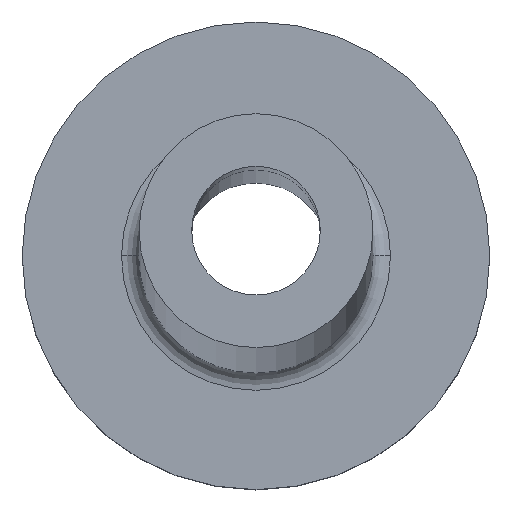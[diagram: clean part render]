
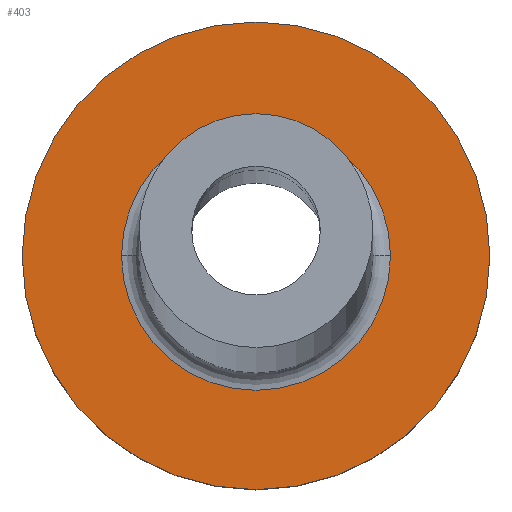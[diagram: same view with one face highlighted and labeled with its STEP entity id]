
A CAD part, top view. The second image highlights one B-rep face of the part: STEP entity #403.
In plain terms, the highlighted planar face has unit normal (0, 0, 1).
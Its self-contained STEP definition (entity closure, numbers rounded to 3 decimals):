
#27 = DIRECTION ( 'NONE',  ( 0., 0., 1. ) ) ;
#41 = CARTESIAN_POINT ( 'NONE',  ( -2.3, 0., 3. ) ) ;
#44 = CARTESIAN_POINT ( 'NONE',  ( 0., 0., 3. ) ) ;
#58 = CARTESIAN_POINT ( 'NONE',  ( 0., 0., 3. ) ) ;
#61 = CARTESIAN_POINT ( 'NONE',  ( 0., 0., 3. ) ) ;
#62 = FACE_OUTER_BOUND ( 'NONE', #215, .T. ) ;
#70 = DIRECTION ( 'NONE',  ( 1., 0., 0. ) ) ;
#75 = AXIS2_PLACEMENT_3D ( 'NONE', #44, #354, #89 ) ;
#76 = CIRCLE ( 'NONE', #147, 4. ) ;
#88 = DIRECTION ( 'NONE',  ( 0., 0., -1. ) ) ;
#89 = DIRECTION ( 'NONE',  ( 1., 0., 0. ) ) ;
#90 = EDGE_CURVE ( 'NONE', #251, #187, #370, .T. ) ;
#95 = CIRCLE ( 'NONE', #277, 4. ) ;
#100 = FACE_BOUND ( 'NONE', #233, .T. ) ;
#107 = DIRECTION ( 'NONE',  ( 1., 0., 0. ) ) ;
#123 = CARTESIAN_POINT ( 'NONE',  ( -4., 0., 3. ) ) ;
#133 = DIRECTION ( 'NONE',  ( 1., 0., 0. ) ) ;
#142 = ORIENTED_EDGE ( 'NONE', *, *, #90, .T. ) ;
#144 = ORIENTED_EDGE ( 'NONE', *, *, #352, .T. ) ;
#147 = AXIS2_PLACEMENT_3D ( 'NONE', #441, #400, #387 ) ;
#169 = DIRECTION ( 'NONE',  ( 0., 0., 1. ) ) ;
#173 = VERTEX_POINT ( 'NONE', #123 ) ;
#179 = PLANE ( 'NONE',  #271 ) ;
#186 = ORIENTED_EDGE ( 'NONE', *, *, #336, .T. ) ;
#187 = VERTEX_POINT ( 'NONE', #380 ) ;
#210 = CARTESIAN_POINT ( 'NONE',  ( 4., 0., 3. ) ) ;
#215 = EDGE_LOOP ( 'NONE', ( #186, #396 ) ) ;
#233 = EDGE_LOOP ( 'NONE', ( #144, #142 ) ) ;
#251 = VERTEX_POINT ( 'NONE', #41 ) ;
#271 = AXIS2_PLACEMENT_3D ( 'NONE', #458, #27, #133 ) ;
#277 = AXIS2_PLACEMENT_3D ( 'NONE', #58, #169, #107 ) ;
#333 = CIRCLE ( 'NONE', #461, 2.3 ) ;
#336 = EDGE_CURVE ( 'NONE', #173, #456, #95, .T. ) ;
#352 = EDGE_CURVE ( 'NONE', #187, #251, #333, .T. ) ;
#354 = DIRECTION ( 'NONE',  ( 0., 0., -1. ) ) ;
#370 = CIRCLE ( 'NONE', #75, 2.3 ) ;
#380 = CARTESIAN_POINT ( 'NONE',  ( 2.3, 0., 3. ) ) ;
#384 = EDGE_CURVE ( 'NONE', #456, #173, #76, .T. ) ;
#387 = DIRECTION ( 'NONE',  ( 1., 0., 0. ) ) ;
#396 = ORIENTED_EDGE ( 'NONE', *, *, #384, .T. ) ;
#400 = DIRECTION ( 'NONE',  ( 0., 0., 1. ) ) ;
#403 = ADVANCED_FACE ( 'NONE', ( #100, #62 ), #179, .T. ) ;
#441 = CARTESIAN_POINT ( 'NONE',  ( 0., 0., 3. ) ) ;
#456 = VERTEX_POINT ( 'NONE', #210 ) ;
#458 = CARTESIAN_POINT ( 'NONE',  ( 0., 0., 3. ) ) ;
#461 = AXIS2_PLACEMENT_3D ( 'NONE', #61, #88, #70 ) ;
